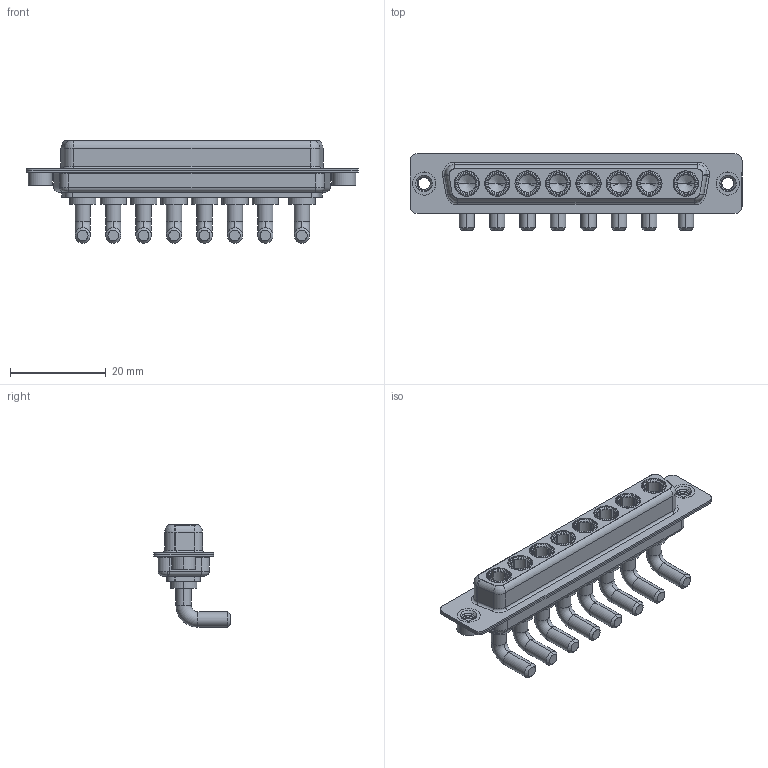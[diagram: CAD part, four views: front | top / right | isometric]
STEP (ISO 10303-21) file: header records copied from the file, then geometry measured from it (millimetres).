
FILE_DESCRIPTION (( 'STEP AP203' ), '1' );
FILE_NAME ('630-8W8-240-3NA.STEP', '2022-06-03T02:51:34', ( '' ), ( '' ), 'SwSTEP 2.0', 'SolidWorks 2020', '' );
FILE_SCHEMA (( 'CONFIG_CONTROL_DESIGN' ));
Length unit declared in the file: millimetre
Products named in the file (6): 630Combo Housing_8W8; Power Socket_30A RA; 630Combo Threaded Rivet_A; 630Combo Shell Rear_37 Contacts; 630-8W8-240-3NA; 630Combo Shell Front_37 Contacts
Assembly tree (13 placements, depth 2):
  630-8W8-240-3NA
    630Combo Housing_8W8
    630Combo Shell Front_37 Contacts
    630Combo Shell Rear_37 Contacts
    630Combo Threaded Rivet_A  x2
    Power Socket_30A RA  x8
Bounding box: 69.4 x 16 x 21.4 mm (x, y, z)
Volume: 5895.2 mm3; surface area: 12543.9 mm2
Topology: 21 solids, 21 shells, 897 faces, 2319 edges, 1483 vertices
Faces by surface type: cylinder 335, plane 299, cone 144, torus 105, bspline 14
Entity records: 13213 total; most frequent: CARTESIAN_POINT 3699, DIRECTION 1930, ORIENTED_EDGE 1766, EDGE_CURVE 883, AXIS2_PLACEMENT_3D 790, VERTEX_POINT 560, CIRCLE 422, EDGE_LOOP 407
